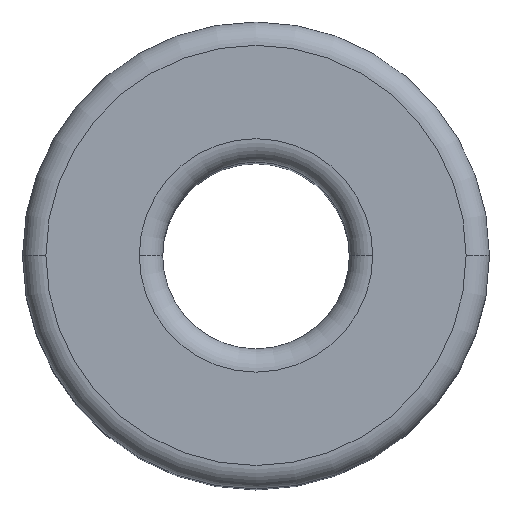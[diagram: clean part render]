
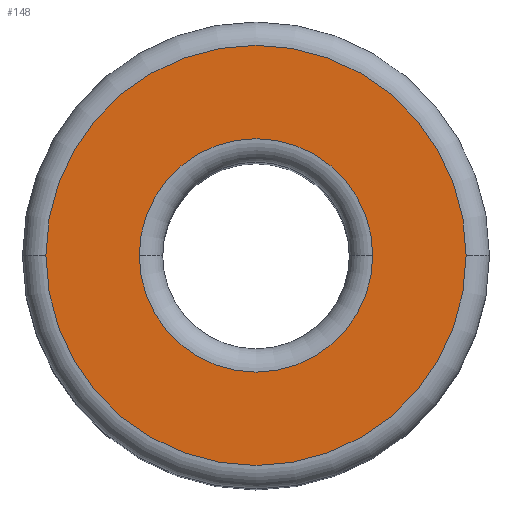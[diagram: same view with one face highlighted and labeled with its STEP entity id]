
A CAD part, top view. The second image highlights one B-rep face of the part: STEP entity #148.
In plain terms, the highlighted planar face has unit normal (0, 0, 1).
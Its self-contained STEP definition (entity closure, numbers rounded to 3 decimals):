
#1=CARTESIAN_POINT('POINT1',(-1.25,0.,7.));
#2=VERTEX_POINT('VERTEX1',#1);
#21=CARTESIAN_POINT('POINT4',(1.25,0.,7.))
   ;
#22=VERTEX_POINT('VERTEX4',#21);
#30=CARTESIAN_POINT('POS4',(0.,0.
   ,7.));
#31=DIRECTION('DIR7',(0.,0.,-1.));
#32=DIRECTION('DIR8',(-1.,0.,0.));
#33=AXIS2_PLACEMENT_3D('AXIS4',#30,#31,#32);
#34=CIRCLE('ELLIPSE4',#33,1.25);
#35=EDGE_CURVE('EDGE4',#2,#22,#34,.T.);
#54=CARTESIAN_POINT('POS7',(0.,0.,7.));
#55=DIRECTION('DIR13',(0.,0.,-1.));
#56=DIRECTION('DIR14',(1.,0.,0.));
#57=AXIS2_PLACEMENT_3D('AXIS7',#54,#55,#56);
#58=CIRCLE('ELLIPSE6',#57,1.25);
#59=EDGE_CURVE('EDGE6',#22,#2,#58,.T.);
#119=CARTESIAN_POINT('POINT7',(-2.25,0.,7.
   ));
#120=VERTEX_POINT('VERTEX7',#119);
#121=CARTESIAN_POINT('POINT8',(2.25,0.,7.));
#122=VERTEX_POINT('VERTEX8',#121);
#123=CARTESIAN_POINT('POS15',(0.,0.,7.))
   ;
#124=DIRECTION('DIR27',(0.,0.,1.));
#125=DIRECTION('DIR28',(-1.,0.,0.));
#126=AXIS2_PLACEMENT_3D('AXIS13',#123,#124,#125);
#127=CIRCLE('ELLIPSE9',#126,2.25);
#128=EDGE_CURVE('EDGE11',#120,#122,#127,.T.);
#129=ORIENTED_EDGE('COEDGE17',*,*,#128,.T.);
#130=CARTESIAN_POINT('POS16',(0.,
   0.,7.));
#131=DIRECTION('DIR29',(0.,0.,1.));
#132=DIRECTION('DIR30',(1.,0.,0.));
#133=AXIS2_PLACEMENT_3D('AXIS14',#130,#131,#132);
#134=CIRCLE('ELLIPSE10',#133,2.25);
#135=EDGE_CURVE('EDGE12',#122,#120,#134,.T.);
#136=ORIENTED_EDGE('COEDGE18',*,*,#135,.T.);
#137=EDGE_LOOP('NONE',(#129,#136));
#138=FACE_BOUND('LOOP1',#137,.T.);
#139=ORIENTED_EDGE('COEDGE19',*,*,#59,.T.);
#140=ORIENTED_EDGE('COEDGE20',*,*,#35,.T.);
#141=EDGE_LOOP('NONE',(#139,#140));
#142=FACE_BOUND('LOOP1',#141,.T.);
#143=CARTESIAN_POINT('POS17',(0.,0.,7.));
#144=DIRECTION('DIR31',(0.,0.,1.));
#145=DIRECTION('DIR32',(1.,0.,0.));
#146=AXIS2_PLACEMENT_3D('AXIS15',#143,#144,#145);
#147=PLANE('PLANE1',#146);
#148=ADVANCED_FACE('FACE5',(#138,#142),#147,.T.);
